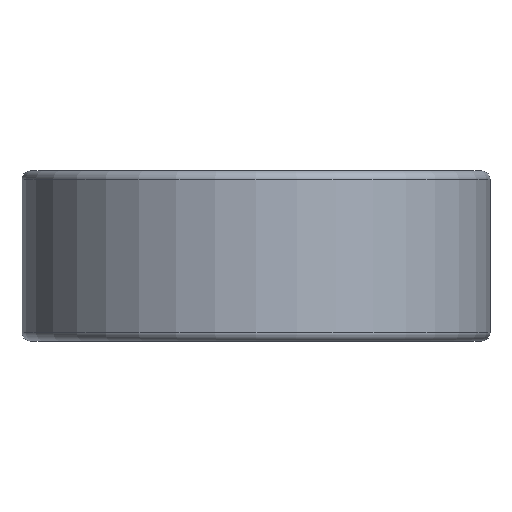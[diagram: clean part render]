
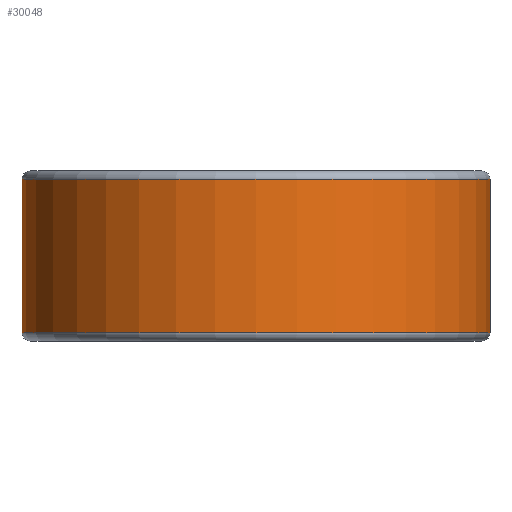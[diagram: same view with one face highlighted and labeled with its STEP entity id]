
A CAD part, left-side view. The second image highlights one B-rep face of the part: STEP entity #30048.
In plain terms, the highlighted cylindrical face has radius 5.5 mm (diameter 11 mm), a partial arc.
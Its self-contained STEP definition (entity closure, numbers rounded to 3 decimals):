
#1237 = CARTESIAN_POINT ( 'NONE',  ( 0., -5.5, 1.8 ) ) ;
#2245 = DIRECTION ( 'NONE',  ( 0., 1., 0. ) ) ;
#2800 = AXIS2_PLACEMENT_3D ( 'NONE', #24407, #34711, #18473 ) ;
#3598 = VECTOR ( 'NONE', #12070, 1000. ) ;
#4848 = CARTESIAN_POINT ( 'NONE',  ( 0., 5.5, 1.8 ) ) ;
#5714 = CARTESIAN_POINT ( 'NONE',  ( 0., 0., -1.8 ) ) ;
#7122 = ORIENTED_EDGE ( 'NONE', *, *, #12723, .T. ) ;
#7372 = LINE ( 'NONE', #18311, #3598 ) ;
#7415 = EDGE_CURVE ( 'NONE', #13447, #20900, #25117, .T. ) ;
#7956 = AXIS2_PLACEMENT_3D ( 'NONE', #10697, #15517, #2245 ) ;
#8940 = VECTOR ( 'NONE', #34431, 1000. ) ;
#9781 = CARTESIAN_POINT ( 'NONE',  ( 0., 5.5, -1.8 ) ) ;
#10697 = CARTESIAN_POINT ( 'NONE',  ( 0., 0., 1.8 ) ) ;
#11853 = DIRECTION ( 'NONE',  ( 0., -1., 0. ) ) ;
#11862 = VERTEX_POINT ( 'NONE', #9781 ) ;
#12070 = DIRECTION ( 'NONE',  ( 0., 0., 1. ) ) ;
#12723 = EDGE_CURVE ( 'NONE', #18621, #13447, #22868, .T. ) ;
#12785 = ORIENTED_EDGE ( 'NONE', *, *, #16836, .T. ) ;
#13447 = VERTEX_POINT ( 'NONE', #1237 ) ;
#13464 = CYLINDRICAL_SURFACE ( 'NONE', #2800, 5.5 ) ;
#15517 = DIRECTION ( 'NONE',  ( 0., 0., -1. ) ) ;
#15957 = EDGE_CURVE ( 'NONE', #11862, #20900, #7372, .T. ) ;
#16836 = EDGE_CURVE ( 'NONE', #11862, #18621, #20955, .T. ) ;
#17380 = DIRECTION ( 'NONE',  ( 0., 0., 1. ) ) ;
#18311 = CARTESIAN_POINT ( 'NONE',  ( 0., 5.5, 3.81 ) ) ;
#18473 = DIRECTION ( 'NONE',  ( 0., -1., 0. ) ) ;
#18621 = VERTEX_POINT ( 'NONE', #34364 ) ;
#20900 = VERTEX_POINT ( 'NONE', #4848 ) ;
#20955 = CIRCLE ( 'NONE', #25521, 5.5 ) ;
#22868 = LINE ( 'NONE', #34252, #8940 ) ;
#24407 = CARTESIAN_POINT ( 'NONE',  ( 0., 0., 3.81 ) ) ;
#25117 = CIRCLE ( 'NONE', #7956, 5.5 ) ;
#25521 = AXIS2_PLACEMENT_3D ( 'NONE', #5714, #17380, #11853 ) ;
#26346 = EDGE_LOOP ( 'NONE', ( #30958, #12785, #7122, #35148 ) ) ;
#27069 = FACE_OUTER_BOUND ( 'NONE', #26346, .T. ) ;
#30048 = ADVANCED_FACE ( 'NONE', ( #27069 ), #13464, .T. ) ;
#30958 = ORIENTED_EDGE ( 'NONE', *, *, #15957, .F. ) ;
#34252 = CARTESIAN_POINT ( 'NONE',  ( 0., -5.5, 3.81 ) ) ;
#34364 = CARTESIAN_POINT ( 'NONE',  ( 0., -5.5, -1.8 ) ) ;
#34431 = DIRECTION ( 'NONE',  ( 0., 0., 1. ) ) ;
#34711 = DIRECTION ( 'NONE',  ( 0., 0., 1. ) ) ;
#35148 = ORIENTED_EDGE ( 'NONE', *, *, #7415, .T. ) ;
